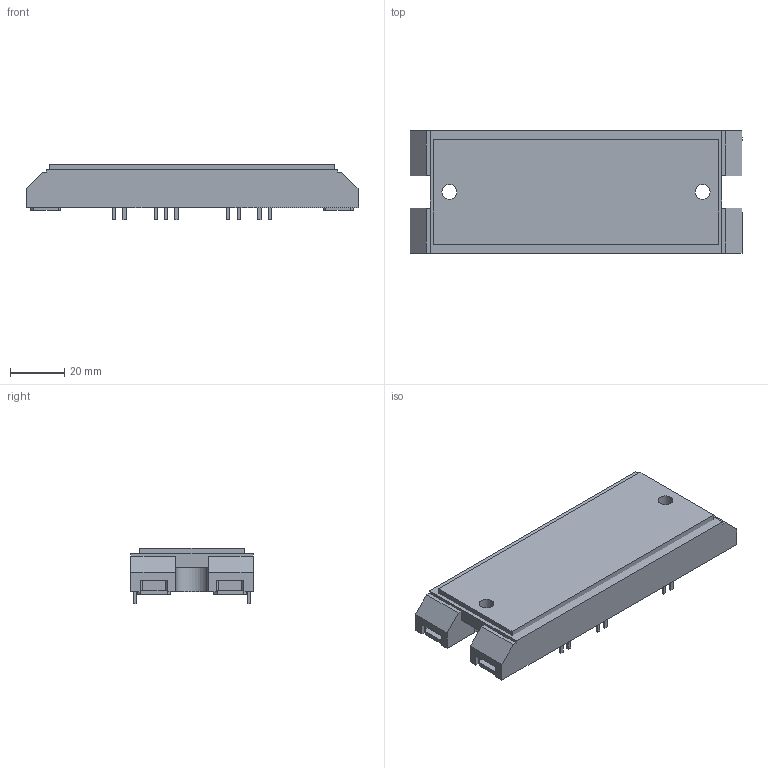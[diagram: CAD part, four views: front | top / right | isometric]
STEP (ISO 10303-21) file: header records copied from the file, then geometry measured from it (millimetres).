
FILE_DESCRIPTION((''),'2;1');
FILE_NAME('INFINEON_ECONODUAL2.stp','2010-10-28T11:10:32',(''),(''),'Mechanical Desktop 2010','Mechanical Desktop 2010',', , ');
FILE_SCHEMA(('AUTOMOTIVE_DESIGN { 1 2 10303 214 1 1 1 1 }'));
Length unit declared in the file: millimetre
Products named in the file (1): Product
Bounding box: 122 x 45 x 20.5 mm (x, y, z)
Volume: 82806.8 mm3; surface area: 27551.5 mm2
Topology: 18 solids, 18 shells, 228 faces, 564 edges, 376 vertices
Faces by surface type: plane 127, bspline 84, cylinder 17
Entity records: 6986 total; most frequent: CARTESIAN_POINT 1659, ORIENTED_EDGE 1128, DIRECTION 922, EDGE_CURVE 564, VECTOR 496, LINE 496, VERTEX_POINT 376, EDGE_LOOP 252
